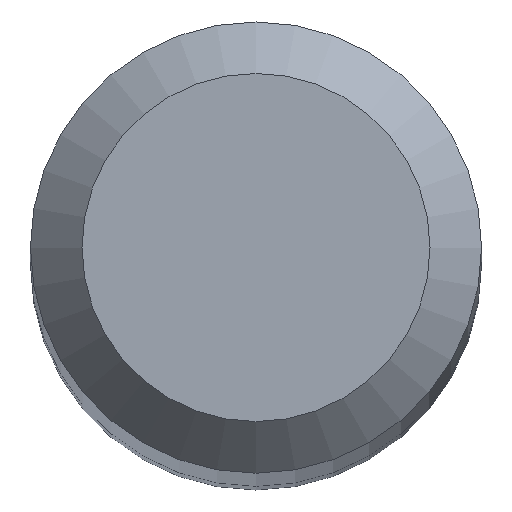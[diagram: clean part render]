
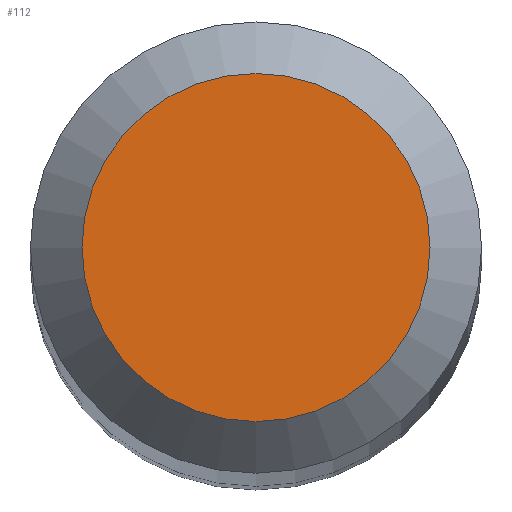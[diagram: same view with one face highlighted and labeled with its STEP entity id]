
A CAD part, top view. The second image highlights one B-rep face of the part: STEP entity #112.
In plain terms, the highlighted planar face has unit normal (0, 0, 1).
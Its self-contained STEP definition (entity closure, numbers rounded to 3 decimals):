
#3 = EDGE_LOOP ( 'NONE', ( #20 ) ) ;
#20 = ORIENTED_EDGE ( 'NONE', *, *, #51, .F. ) ;
#23 = DIRECTION ( 'NONE',  ( 0., 0., -1. ) ) ;
#51 = EDGE_CURVE ( 'NONE', #141, #141, #156, .T. ) ;
#75 = DIRECTION ( 'NONE',  ( 0., 1., 0. ) ) ;
#86 = AXIS2_PLACEMENT_3D ( 'NONE', #183, #145, #149 ) ;
#105 = AXIS2_PLACEMENT_3D ( 'NONE', #166, #23, #75 ) ;
#112 = ADVANCED_FACE ( 'NONE', ( #162 ), #146, .F. ) ;
#141 = VERTEX_POINT ( 'NONE', #169 ) ;
#145 = DIRECTION ( 'NONE',  ( 0., 0., -1. ) ) ;
#146 = PLANE ( 'NONE',  #105 ) ;
#149 = DIRECTION ( 'NONE',  ( 0., 1., 0. ) ) ;
#156 = CIRCLE ( 'NONE', #86, 0.675 ) ;
#162 = FACE_OUTER_BOUND ( 'NONE', #3, .T. ) ;
#166 = CARTESIAN_POINT ( 'NONE',  ( 0., 0., 38. ) ) ;
#169 = CARTESIAN_POINT ( 'NONE',  ( 0., 0.675, 38. ) ) ;
#183 = CARTESIAN_POINT ( 'NONE',  ( 0., 0., 38. ) ) ;
